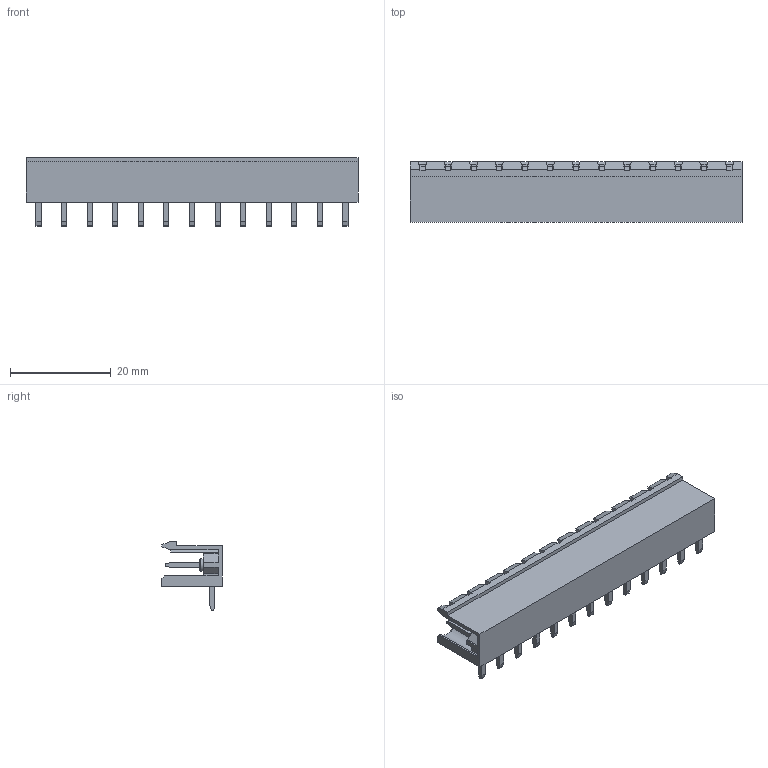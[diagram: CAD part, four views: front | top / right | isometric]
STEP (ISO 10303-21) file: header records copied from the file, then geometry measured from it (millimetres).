
FILE_DESCRIPTION (( 'STEP AP203' ), '1' );
FILE_NAME ('SOKETLI BASKILI DEVRE KLEMENSI - 5,08 MM EKREK 90 AÇIK - 13 LI.STEP', '2018-09-11T12:51:07', ( 'user' ), ( '' ), 'SwSTEP 2.0', 'SolidWorks 2016', '' );
FILE_SCHEMA (( 'CONFIG_CONTROL_DESIGN' ));
Length unit declared in the file: millimetre
Products named in the file (1): SOKETLI BASKILI DEVRE KLEMENSI - 5,08 MM EKREK 90 AÇIK - 13 LI
Bounding box: 65.93 x 12 x 13.6 mm (x, y, z)
Volume: 3060.4 mm3; surface area: 5527.8 mm2
Topology: 1 solids, 1 shells, 669 faces, 1819 edges, 1204 vertices
Faces by surface type: plane 539, cylinder 117, cone 13
Entity records: 20981 total; most frequent: CARTESIAN_POINT 3771, ORIENTED_EDGE 3638, DIRECTION 3406, EDGE_CURVE 1819, VECTOR 1520, LINE 1520, VERTEX_POINT 1204, AXIS2_PLACEMENT_3D 943
